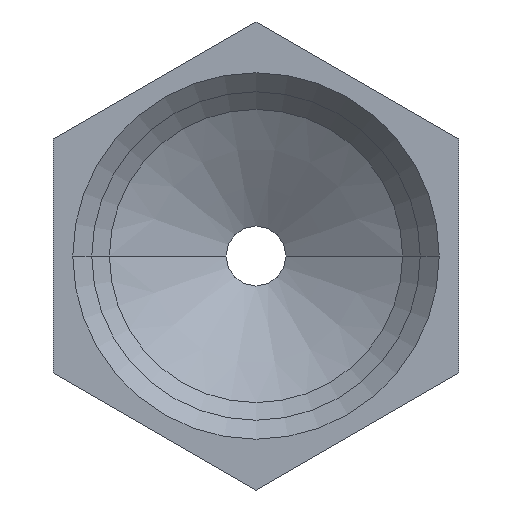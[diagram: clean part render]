
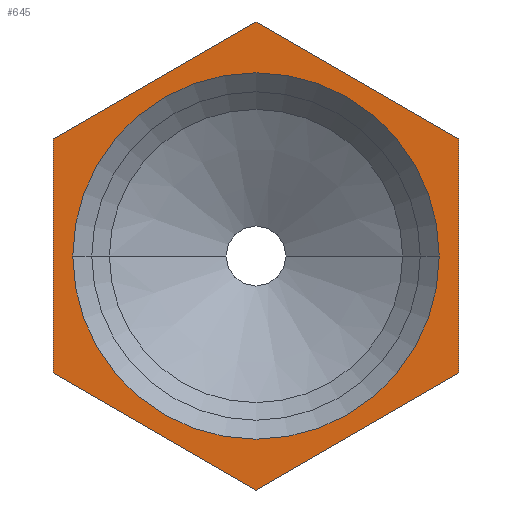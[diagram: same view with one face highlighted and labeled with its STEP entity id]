
A CAD part, left-side view. The second image highlights one B-rep face of the part: STEP entity #645.
In plain terms, the highlighted planar face has unit normal (-1, 0, 0).
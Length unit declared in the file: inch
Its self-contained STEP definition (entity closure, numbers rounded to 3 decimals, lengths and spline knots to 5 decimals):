
#77=DIRECTION('',(0.,-0.866,0.5));
#78=VECTOR('',#77,0.31177);
#79=CARTESIAN_POINT('',(-41.65,0.27,0.15588));
#80=LINE('',#79,#78);
#81=DIRECTION('',(0.,-0.866,-0.5));
#82=VECTOR('',#81,0.31177);
#83=CARTESIAN_POINT('',(-41.65,0.,0.31177));
#84=LINE('',#83,#82);
#85=DIRECTION('',(0.,0.,-1.));
#86=VECTOR('',#85,0.31177);
#87=CARTESIAN_POINT('',(-41.65,-0.27,0.15588));
#88=LINE('',#87,#86);
#89=DIRECTION('',(0.,0.866,-0.5));
#90=VECTOR('',#89,0.31177);
#91=CARTESIAN_POINT('',(-41.65,-0.27,-0.15588));
#92=LINE('',#91,#90);
#93=DIRECTION('',(0.,0.866,0.5));
#94=VECTOR('',#93,0.31177);
#95=CARTESIAN_POINT('',(-41.65,0.,-0.31177));
#96=LINE('',#95,#94);
#97=DIRECTION('',(0.,0.,1.));
#98=VECTOR('',#97,0.31177);
#99=CARTESIAN_POINT('',(-41.65,0.27,-0.15588));
#100=LINE('',#99,#98);
#101=CARTESIAN_POINT('',(-41.65,0.,0.));
#102=DIRECTION('',(-1.,0.,0.));
#103=DIRECTION('',(0.,1.,0.));
#104=AXIS2_PLACEMENT_3D('',#101,#102,#103);
#106=CARTESIAN_POINT('',(-41.65,0.,0.));
#107=DIRECTION('',(-1.,0.,0.));
#108=DIRECTION('',(0.,-1.,0.));
#109=AXIS2_PLACEMENT_3D('',#106,#107,#108);
#464=CARTESIAN_POINT('',(-41.65,0.27,0.15588));
#465=CARTESIAN_POINT('',(-41.65,0.,0.31177));
#466=VERTEX_POINT('',#464);
#467=VERTEX_POINT('',#465);
#468=CARTESIAN_POINT('',(-41.65,-0.27,0.15588));
#469=VERTEX_POINT('',#468);
#470=CARTESIAN_POINT('',(-41.65,-0.27,-0.15588));
#471=VERTEX_POINT('',#470);
#472=CARTESIAN_POINT('',(-41.65,0.,-0.31177));
#473=VERTEX_POINT('',#472);
#474=CARTESIAN_POINT('',(-41.65,0.27,-0.15588));
#475=VERTEX_POINT('',#474);
#504=CARTESIAN_POINT('',(-41.65,0.24413,0.));
#505=CARTESIAN_POINT('',(-41.65,-0.24413,0.));
#506=VERTEX_POINT('',#504);
#507=VERTEX_POINT('',#505);
#621=CARTESIAN_POINT('',(-41.65,0.,0.));
#622=DIRECTION('',(1.,0.,0.));
#623=DIRECTION('',(0.,0.,-1.));
#624=AXIS2_PLACEMENT_3D('',#621,#622,#623);
#625=PLANE('',#624);
#626=ORIENTED_EDGE('',*,*,#604,.T.);
#628=ORIENTED_EDGE('',*,*,#627,.T.);
#630=ORIENTED_EDGE('',*,*,#629,.T.);
#632=ORIENTED_EDGE('',*,*,#631,.T.);
#634=ORIENTED_EDGE('',*,*,#633,.T.);
#636=ORIENTED_EDGE('',*,*,#635,.T.);
#637=EDGE_LOOP('',(#626,#628,#630,#632,#634,#636));
#638=FACE_OUTER_BOUND('',#637,.F.);
#640=ORIENTED_EDGE('',*,*,#639,.T.);
#642=ORIENTED_EDGE('',*,*,#641,.T.);
#643=EDGE_LOOP('',(#640,#642));
#644=FACE_BOUND('',#643,.F.);
#105=CIRCLE('',#104,0.24413);
#110=CIRCLE('',#109,0.24413);
#604=EDGE_CURVE('',#466,#467,#80,.T.);
#627=EDGE_CURVE('',#467,#469,#84,.T.);
#629=EDGE_CURVE('',#469,#471,#88,.T.);
#631=EDGE_CURVE('',#471,#473,#92,.T.);
#633=EDGE_CURVE('',#473,#475,#96,.T.);
#635=EDGE_CURVE('',#475,#466,#100,.T.);
#639=EDGE_CURVE('',#506,#507,#105,.T.);
#641=EDGE_CURVE('',#507,#506,#110,.T.);
#645=ADVANCED_FACE('',(#638,#644),#625,.F.);
